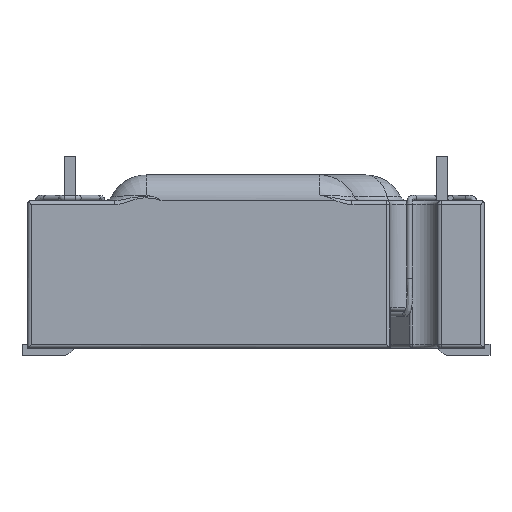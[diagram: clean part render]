
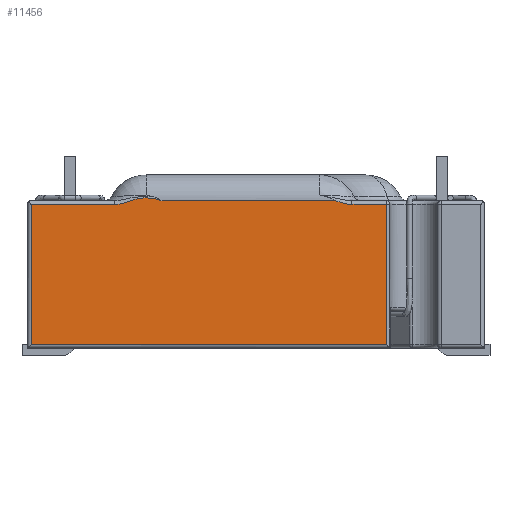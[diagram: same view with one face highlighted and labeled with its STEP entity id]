
A CAD part, front view. The second image highlights one B-rep face of the part: STEP entity #11456.
In plain terms, the highlighted planar face has unit normal (0, -1, 0).
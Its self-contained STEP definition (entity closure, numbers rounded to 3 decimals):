
#196=LINE('',#28365,#756);
#197=LINE('',#28372,#757);
#203=LINE('',#28407,#763);
#217=LINE('',#28723,#777);
#220=LINE('',#28730,#780);
#285=LINE('',#29304,#845);
#756=VECTOR('',#16887,1000.);
#757=VECTOR('',#16894,1000.);
#763=VECTOR('',#16924,1000.);
#777=VECTOR('',#17034,1000.);
#780=VECTOR('',#17041,1000.);
#845=VECTOR('',#17366,1000.);
#1631=B_SPLINE_CURVE_WITH_KNOTS('',3,(#28455,#28456,#28457,#28458),
 .UNSPECIFIED.,.F.,.F.,(4,4),(0.,0.),.UNSPECIFIED.);
#1660=B_SPLINE_CURVE_WITH_KNOTS('',3,(#28714,#28715,#28716,#28717,#28718),
 .UNSPECIFIED.,.F.,.F.,(4,1,4),(0.,0.001,0.001),
 .UNSPECIFIED.);
#2119=PLANE('',#15044);
#4260=ORIENTED_EDGE('',*,*,#6002,.T.);
#4261=ORIENTED_EDGE('',*,*,#6012,.T.);
#4262=ORIENTED_EDGE('',*,*,#6247,.F.);
#4263=ORIENTED_EDGE('',*,*,#6078,.T.);
#4264=ORIENTED_EDGE('',*,*,#6080,.T.);
#4265=ORIENTED_EDGE('',*,*,#6084,.T.);
#4266=ORIENTED_EDGE('',*,*,#5984,.T.);
#4267=ORIENTED_EDGE('',*,*,#5987,.T.);
#5984=EDGE_CURVE('',#7344,#7343,#196,.T.);
#5987=EDGE_CURVE('',#7343,#7345,#197,.T.);
#6002=EDGE_CURVE('',#7345,#7355,#203,.T.);
#6012=EDGE_CURVE('',#7355,#7362,#1631,.T.);
#6078=EDGE_CURVE('',#7414,#7416,#1660,.T.);
#6080=EDGE_CURVE('',#7416,#7418,#217,.T.);
#6084=EDGE_CURVE('',#7418,#7344,#220,.T.);
#6247=EDGE_CURVE('',#7414,#7362,#285,.T.);
#7343=VERTEX_POINT('',#28364);
#7344=VERTEX_POINT('',#28366);
#7345=VERTEX_POINT('',#28370);
#7355=VERTEX_POINT('',#28406);
#7362=VERTEX_POINT('',#28454);
#7414=VERTEX_POINT('',#28705);
#7416=VERTEX_POINT('',#28713);
#7418=VERTEX_POINT('',#28722);
#9275=EDGE_LOOP('',(#4260,#4261,#4262,#4263,#4264,#4265,#4266,#4267));
#10492=FACE_BOUND('',#9275,.T.);
#11456=ADVANCED_FACE('',(#10492),#2119,.T.);
#15044=AXIS2_PLACEMENT_3D('',#29412,#17487,#17488);
#16887=DIRECTION('',(1.,0.,0.));
#16894=DIRECTION('',(0.,0.,1.));
#16924=DIRECTION('',(-1.,0.,0.));
#17034=DIRECTION('',(-1.,0.,0.));
#17041=DIRECTION('',(0.,0.,-1.));
#17366=DIRECTION('',(1.,0.,0.));
#17487=DIRECTION('',(0.,-1.,0.));
#17488=DIRECTION('',(0.,0.,-1.));
#28364=CARTESIAN_POINT('',(3.536,-5.1,0.3));
#28365=CARTESIAN_POINT('',(3.629,-5.1,0.3));
#28366=CARTESIAN_POINT('',(-6.1,-5.1,0.3));
#28370=CARTESIAN_POINT('',(3.536,-5.1,4.1));
#28372=CARTESIAN_POINT('',(3.536,-5.1,0.));
#28406=CARTESIAN_POINT('',(2.605,-5.1,4.1));
#28407=CARTESIAN_POINT('',(2.476,-5.1,4.1));
#28454=CARTESIAN_POINT('',(2.161,-5.1,4.2));
#28455=CARTESIAN_POINT('',(2.605,-5.1,4.1));
#28456=CARTESIAN_POINT('',(2.451,-5.1,4.1));
#28457=CARTESIAN_POINT('',(2.306,-5.1,4.152));
#28458=CARTESIAN_POINT('',(2.161,-5.1,4.2));
#28705=CARTESIAN_POINT('',(-2.548,-5.1,4.2));
#28713=CARTESIAN_POINT('',(-3.838,-5.1,4.1));
#28714=CARTESIAN_POINT('',(-2.548,-5.1,4.2));
#28715=CARTESIAN_POINT('',(-2.758,-5.1,4.27));
#28716=CARTESIAN_POINT('',(-3.209,-5.1,4.333));
#28717=CARTESIAN_POINT('',(-3.616,-5.1,4.1));
#28718=CARTESIAN_POINT('',(-3.838,-5.1,4.1));
#28722=CARTESIAN_POINT('',(-6.1,-5.1,4.1));
#28723=CARTESIAN_POINT('',(-6.1,-5.1,4.1));
#28730=CARTESIAN_POINT('',(-6.1,-5.1,0.2));
#29304=CARTESIAN_POINT('',(-3.97,-5.1,4.2));
#29412=CARTESIAN_POINT('',(0.,-5.1,0.));
